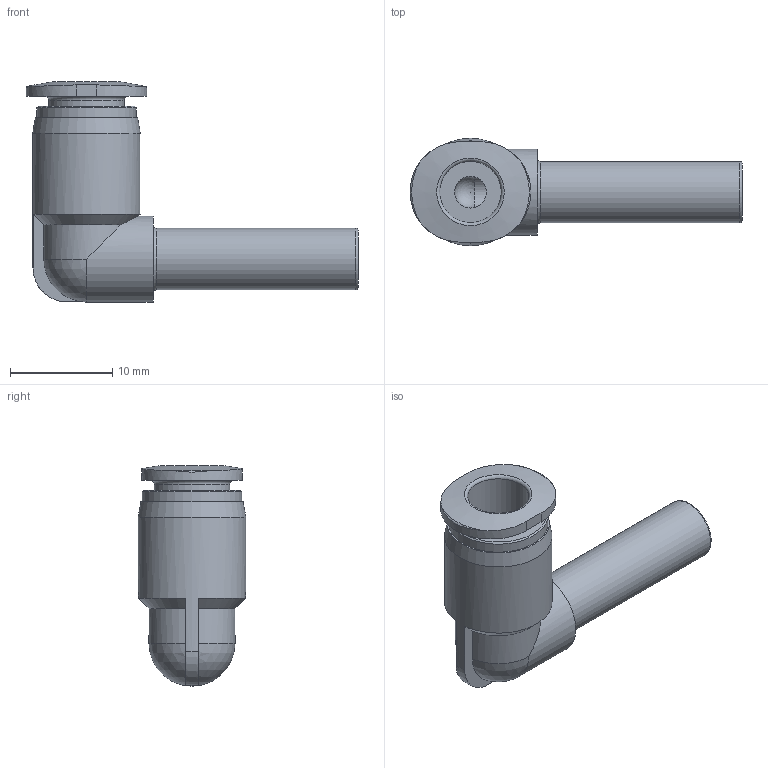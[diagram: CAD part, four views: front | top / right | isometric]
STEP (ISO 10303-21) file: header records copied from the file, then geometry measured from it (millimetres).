
FILE_DESCRIPTION(/* description */ ('STEP AP214'),/* implementation_level */ '2;1');
FILE_NAME(/* name */ '153348_QSML-6H',/* time_stamp */ '2024-09-11T06:46:30+02:00',/* author */ ('License CC BY-ND 4.0'),/* organization */ ('CADENAS'),/* preprocessor_version */ 'ST-DEVELOPER v19.3',/* originating_system */ 'PARTsolutions',/* authorisation */ ' ');
FILE_SCHEMA (('AUTOMOTIVE_DESIGN {1 0 10303 214 3 1 1}'));
Length unit declared in the file: millimetre
Products named in the file (1): 153348 QSML-6H
Bounding box: 32.4 x 10.5 x 21.5 mm (x, y, z)
Volume: 1662.1 mm3; surface area: 1817.9 mm2
Topology: 1 solids, 1 shells, 37 faces, 90 edges, 57 vertices
Faces by surface type: cylinder 12, plane 11, torus 7, cone 5, sphere 2
Full cylindrical faces by diameter (mm): 3 x1, 3.1 x1, 6 x2, 7.4 x1, 8.4 x1, 9.7 x1, 10.5 x1
Entity records: 1271 total; most frequent: CARTESIAN_POINT 223, DIRECTION 164, ORIENTED_EDGE 132, AXIS2_PLACEMENT_3D 76, EDGE_CURVE 66, EDGE_LOOP 59, FACE_BOUND 59, VERTEX_POINT 51
